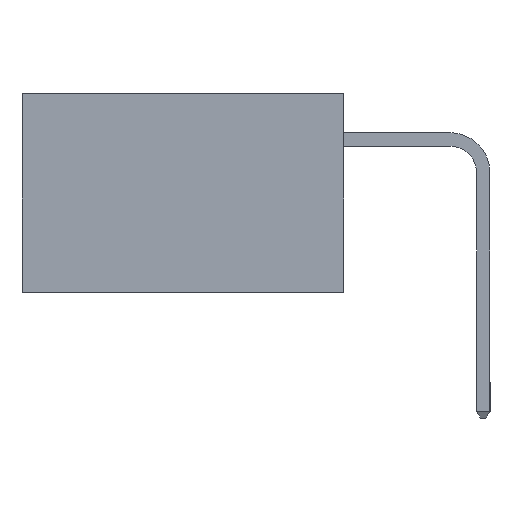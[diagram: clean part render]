
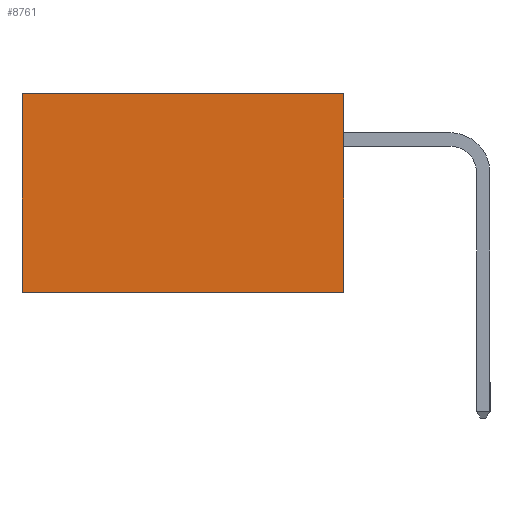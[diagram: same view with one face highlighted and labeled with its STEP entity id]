
A CAD part, left-side view. The second image highlights one B-rep face of the part: STEP entity #8761.
In plain terms, the highlighted planar face has unit normal (-1, 0, 0).
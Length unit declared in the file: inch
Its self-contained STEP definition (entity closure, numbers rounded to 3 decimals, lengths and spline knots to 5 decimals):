
#51 = CARTESIAN_POINT ( 'NONE',  ( 0.298, 0., -0.37 ) ) ;
#267 = EDGE_CURVE ( 'NONE', #5899, #9142, #7937, .T. ) ;
#273 = DIRECTION ( 'NONE',  ( 1., 0., 0. ) ) ;
#375 = LINE ( 'NONE', #1363, #8194 ) ;
#1363 = CARTESIAN_POINT ( 'NONE',  ( 0.298, 0., 0. ) ) ;
#1534 = DIRECTION ( 'NONE',  ( 0., 0., -1. ) ) ;
#2293 = ORIENTED_EDGE ( 'NONE', *, *, #267, .T. ) ;
#2695 = FACE_OUTER_BOUND ( 'NONE', #4240, .T. ) ;
#2764 = AXIS2_PLACEMENT_3D ( 'NONE', #4932, #273, #4071 ) ;
#2820 = CARTESIAN_POINT ( 'NONE',  ( 0.298, 0., 0. ) ) ;
#2949 = CARTESIAN_POINT ( 'NONE',  ( 0.298, 0.6, 0. ) ) ;
#3232 = CARTESIAN_POINT ( 'NONE',  ( 0.298, 0.6, -0.37 ) ) ;
#3475 = EDGE_CURVE ( 'NONE', #5834, #5899, #375, .T. ) ;
#3542 = VECTOR ( 'NONE', #1534, 39.37008 ) ;
#3600 = EDGE_CURVE ( 'NONE', #5834, #9337, #4775, .T. ) ;
#3755 = ORIENTED_EDGE ( 'NONE', *, *, #9187, .F. ) ;
#4071 = DIRECTION ( 'NONE',  ( 0., 0., -1. ) ) ;
#4240 = EDGE_LOOP ( 'NONE', ( #2293, #3755, #7703, #8944 ) ) ;
#4775 = LINE ( 'NONE', #9443, #3542 ) ;
#4932 = CARTESIAN_POINT ( 'NONE',  ( 0.298, 0., 0. ) ) ;
#5713 = CARTESIAN_POINT ( 'NONE',  ( 0.298, 0., -0.37 ) ) ;
#5834 = VERTEX_POINT ( 'NONE', #2820 ) ;
#5899 = VERTEX_POINT ( 'NONE', #2949 ) ;
#6424 = CARTESIAN_POINT ( 'NONE',  ( 0.298, 0.6, 0. ) ) ;
#6842 = DIRECTION ( 'NONE',  ( 0., 1., 0. ) ) ;
#7171 = DIRECTION ( 'NONE',  ( 0., 1., 0. ) ) ;
#7247 = PLANE ( 'NONE',  #2764 ) ;
#7703 = ORIENTED_EDGE ( 'NONE', *, *, #3600, .F. ) ;
#7937 = LINE ( 'NONE', #6424, #9550 ) ;
#8058 = DIRECTION ( 'NONE',  ( 0., 0., -1. ) ) ;
#8194 = VECTOR ( 'NONE', #6842, 39.37008 ) ;
#8761 = ADVANCED_FACE ( 'NONE', ( #2695 ), #7247, .F. ) ;
#8944 = ORIENTED_EDGE ( 'NONE', *, *, #3475, .T. ) ;
#9142 = VERTEX_POINT ( 'NONE', #3232 ) ;
#9187 = EDGE_CURVE ( 'NONE', #9337, #9142, #9803, .T. ) ;
#9337 = VERTEX_POINT ( 'NONE', #5713 ) ;
#9443 = CARTESIAN_POINT ( 'NONE',  ( 0.298, 0., 0. ) ) ;
#9550 = VECTOR ( 'NONE', #8058, 39.37008 ) ;
#9803 = LINE ( 'NONE', #51, #10168 ) ;
#10168 = VECTOR ( 'NONE', #7171, 39.37008 ) ;
